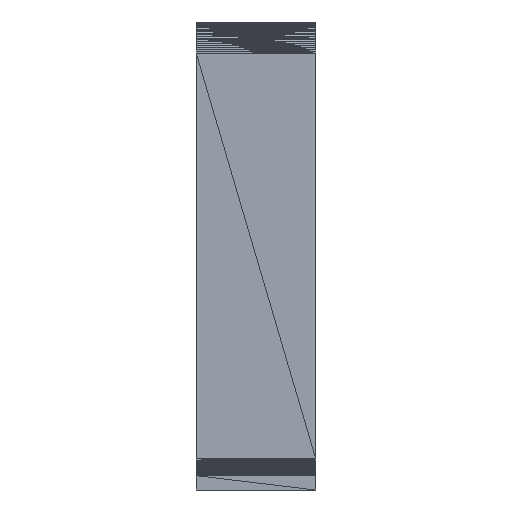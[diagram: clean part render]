
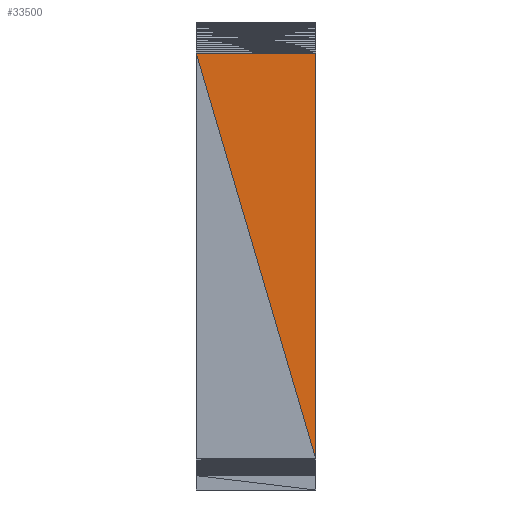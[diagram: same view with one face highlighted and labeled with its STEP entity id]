
A CAD part, left-side view. The second image highlights one B-rep face of the part: STEP entity #33500.
In plain terms, the highlighted planar face has unit normal (1, 0, 0).
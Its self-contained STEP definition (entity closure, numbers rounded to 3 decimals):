
#10898 = VERTEX_POINT('',#10899);
#10899 = CARTESIAN_POINT('',(-76.6,5.,36.6));
#12879 = PLANE('',#12880);
#12880 = AXIS2_PLACEMENT_3D('',#12881,#12882,#12883);
#12881 = CARTESIAN_POINT('',(-76.6,-5.,2.6));
#12882 = DIRECTION('',(1.,0.,0.));
#12883 = DIRECTION('',(-0.,0.,1.));
#18378 = VERTEX_POINT('',#18379);
#18379 = CARTESIAN_POINT('',(-76.6,-5.,2.6));
#18388 = PLANE('',#18389);
#18389 = AXIS2_PLACEMENT_3D('',#18390,#18391,#18392);
#18390 = CARTESIAN_POINT('',(-76.6,-5.,2.6));
#18391 = DIRECTION('',(0.,1.,0.));
#18392 = DIRECTION('',(0.,-0.,1.));
#18412 = VERTEX_POINT('',#18413);
#18413 = CARTESIAN_POINT('',(-76.6,-5.,36.6));
#18427 = PLANE('',#18428);
#18428 = AXIS2_PLACEMENT_3D('',#18429,#18430,#18431);
#18429 = CARTESIAN_POINT('',(-75.4,-5.,36.6));
#18430 = DIRECTION('',(0.,0.,-1.));
#18431 = DIRECTION('',(-1.,0.,-0.));
#18438 = EDGE_CURVE('',#18412,#18378,#18439,.T.);
#18439 = SURFACE_CURVE('',#18440,(#18444,#18451),.PCURVE_S1.);
#18440 = LINE('',#18441,#18442);
#18441 = CARTESIAN_POINT('',(-76.6,-5.,36.6));
#18442 = VECTOR('',#18443,1.);
#18443 = DIRECTION('',(0.,0.,-1.));
#18444 = PCURVE('',#18388,#18445);
#18445 = DEFINITIONAL_REPRESENTATION('',(#18446),#18450);
#18446 = LINE('',#18447,#18448);
#18447 = CARTESIAN_POINT('',(34.,0.));
#18448 = VECTOR('',#18449,1.);
#18449 = DIRECTION('',(-1.,0.));
#18450 = ( GEOMETRIC_REPRESENTATION_CONTEXT(2) 
PARAMETRIC_REPRESENTATION_CONTEXT() REPRESENTATION_CONTEXT('2D SPACE',''
  ) );
#18451 = PCURVE('',#18452,#18457);
#18452 = PLANE('',#18453);
#18453 = AXIS2_PLACEMENT_3D('',#18454,#18455,#18456);
#18454 = CARTESIAN_POINT('',(-76.6,5.,36.6));
#18455 = DIRECTION('',(1.,0.,0.));
#18456 = DIRECTION('',(-0.,0.,1.));
#18457 = DEFINITIONAL_REPRESENTATION('',(#18458),#18461);
#18458 = B_SPLINE_CURVE_WITH_KNOTS('',1,(#18459,#18460),.UNSPECIFIED.,
  .F.,.F.,(2,2),(0.,34.),.PIECEWISE_BEZIER_KNOTS.);
#18459 = CARTESIAN_POINT('',(0.,10.));
#18460 = CARTESIAN_POINT('',(-34.,10.));
#18461 = ( GEOMETRIC_REPRESENTATION_CONTEXT(2) 
PARAMETRIC_REPRESENTATION_CONTEXT() REPRESENTATION_CONTEXT('2D SPACE',''
  ) );
#33479 = EDGE_CURVE('',#18378,#10898,#33480,.T.);
#33480 = SURFACE_CURVE('',#33481,(#33485,#33492),.PCURVE_S1.);
#33481 = LINE('',#33482,#33483);
#33482 = CARTESIAN_POINT('',(-76.6,-5.,2.6));
#33483 = VECTOR('',#33484,1.);
#33484 = DIRECTION('',(0.,0.282,0.959));
#33485 = PCURVE('',#12879,#33486);
#33486 = DEFINITIONAL_REPRESENTATION('',(#33487),#33491);
#33487 = LINE('',#33488,#33489);
#33488 = CARTESIAN_POINT('',(0.,0.));
#33489 = VECTOR('',#33490,1.);
#33490 = DIRECTION('',(0.959,-0.282));
#33491 = ( GEOMETRIC_REPRESENTATION_CONTEXT(2) 
PARAMETRIC_REPRESENTATION_CONTEXT() REPRESENTATION_CONTEXT('2D SPACE',''
  ) );
#33492 = PCURVE('',#18452,#33493);
#33493 = DEFINITIONAL_REPRESENTATION('',(#33494),#33497);
#33494 = B_SPLINE_CURVE_WITH_KNOTS('',1,(#33495,#33496),.UNSPECIFIED.,
  .F.,.F.,(2,2),(0.,35.44),.PIECEWISE_BEZIER_KNOTS.);
#33495 = CARTESIAN_POINT('',(-34.,10.));
#33496 = CARTESIAN_POINT('',(0.,0.));
#33497 = ( GEOMETRIC_REPRESENTATION_CONTEXT(2) 
PARAMETRIC_REPRESENTATION_CONTEXT() REPRESENTATION_CONTEXT('2D SPACE',''
  ) );
#33500 = ADVANCED_FACE('',(#33501),#18452,.T.);
#33501 = FACE_BOUND('',#33502,.F.);
#33502 = EDGE_LOOP('',(#33503,#33504,#33505));
#33503 = ORIENTED_EDGE('',*,*,#33479,.F.);
#33504 = ORIENTED_EDGE('',*,*,#18438,.F.);
#33505 = ORIENTED_EDGE('',*,*,#33506,.T.);
#33506 = EDGE_CURVE('',#18412,#10898,#33507,.T.);
#33507 = SURFACE_CURVE('',#33508,(#33512,#33519),.PCURVE_S1.);
#33508 = LINE('',#33509,#33510);
#33509 = CARTESIAN_POINT('',(-76.6,-5.,36.6));
#33510 = VECTOR('',#33511,1.);
#33511 = DIRECTION('',(0.,1.,0.));
#33512 = PCURVE('',#18452,#33513);
#33513 = DEFINITIONAL_REPRESENTATION('',(#33514),#33518);
#33514 = LINE('',#33515,#33516);
#33515 = CARTESIAN_POINT('',(0.,10.));
#33516 = VECTOR('',#33517,1.);
#33517 = DIRECTION('',(0.,-1.));
#33518 = ( GEOMETRIC_REPRESENTATION_CONTEXT(2) 
PARAMETRIC_REPRESENTATION_CONTEXT() REPRESENTATION_CONTEXT('2D SPACE',''
  ) );
#33519 = PCURVE('',#18427,#33520);
#33520 = DEFINITIONAL_REPRESENTATION('',(#33521),#33524);
#33521 = B_SPLINE_CURVE_WITH_KNOTS('',1,(#33522,#33523),.UNSPECIFIED.,
  .F.,.F.,(2,2),(0.,10.),.PIECEWISE_BEZIER_KNOTS.);
#33522 = CARTESIAN_POINT('',(1.2,0.));
#33523 = CARTESIAN_POINT('',(1.2,10.));
#33524 = ( GEOMETRIC_REPRESENTATION_CONTEXT(2) 
PARAMETRIC_REPRESENTATION_CONTEXT() REPRESENTATION_CONTEXT('2D SPACE',''
  ) );
